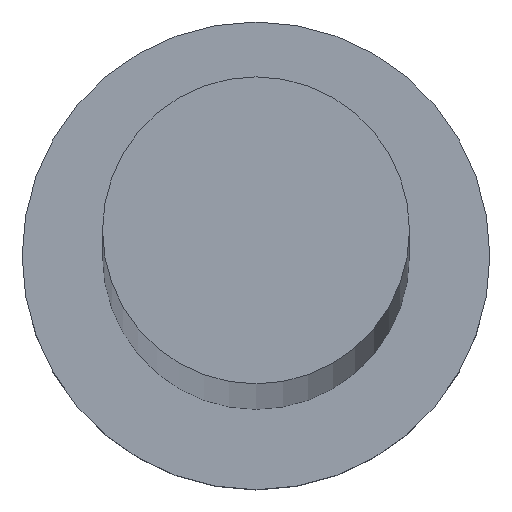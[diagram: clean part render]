
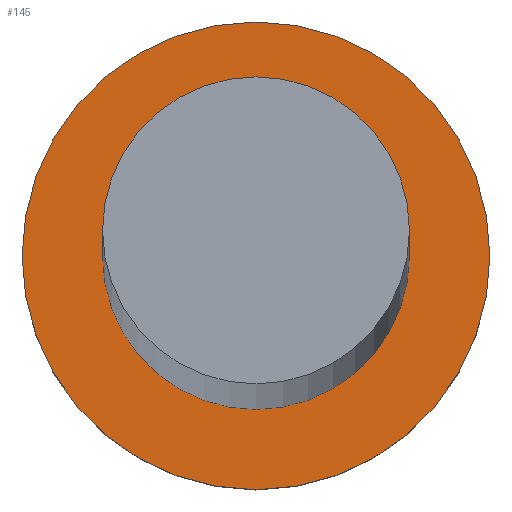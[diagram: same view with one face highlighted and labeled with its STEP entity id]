
A CAD part, top view. The second image highlights one B-rep face of the part: STEP entity #145.
In plain terms, the highlighted planar face has unit normal (0, 0, 1).
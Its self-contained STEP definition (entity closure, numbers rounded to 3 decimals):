
#7 = EDGE_LOOP ( 'NONE', ( #220, #45 ) ) ;
#13 = FACE_BOUND ( 'NONE', #7, .T. ) ;
#15 = DIRECTION ( 'NONE',  ( 1., 0., 0. ) ) ;
#16 = CARTESIAN_POINT ( 'NONE',  ( 0., 0., 5. ) ) ;
#28 = VERTEX_POINT ( 'NONE', #167 ) ;
#29 = EDGE_LOOP ( 'NONE', ( #92, #108 ) ) ;
#32 = CARTESIAN_POINT ( 'NONE',  ( -5.25, 0., 5. ) ) ;
#33 = CARTESIAN_POINT ( 'NONE',  ( -8., 0., 5. ) ) ;
#34 = DIRECTION ( 'NONE',  ( 1., 0., 0. ) ) ;
#40 = DIRECTION ( 'NONE',  ( 0., 0., 1. ) ) ;
#42 = EDGE_CURVE ( 'NONE', #221, #201, #175, .T. ) ;
#45 = ORIENTED_EDGE ( 'NONE', *, *, #192, .F. ) ;
#56 = CARTESIAN_POINT ( 'NONE',  ( 0., 0., 5. ) ) ;
#59 = EDGE_CURVE ( 'NONE', #201, #221, #78, .T. ) ;
#63 = AXIS2_PLACEMENT_3D ( 'NONE', #56, #150, #226 ) ;
#66 = DIRECTION ( 'NONE',  ( 0., 0., 1. ) ) ;
#68 = AXIS2_PLACEMENT_3D ( 'NONE', #16, #40, #34 ) ;
#73 = DIRECTION ( 'NONE',  ( 0., 0., 1. ) ) ;
#78 = CIRCLE ( 'NONE', #188, 8. ) ;
#80 = DIRECTION ( 'NONE',  ( 0., 0., 1. ) ) ;
#91 = DIRECTION ( 'NONE',  ( 1., 0., 0. ) ) ;
#92 = ORIENTED_EDGE ( 'NONE', *, *, #59, .T. ) ;
#108 = ORIENTED_EDGE ( 'NONE', *, *, #42, .T. ) ;
#109 = CARTESIAN_POINT ( 'NONE',  ( 0., 0., 5. ) ) ;
#130 = PLANE ( 'NONE',  #68 ) ;
#138 = CIRCLE ( 'NONE', #156, 5.25 ) ;
#145 = ADVANCED_FACE ( 'NONE', ( #13, #172 ), #130, .T. ) ;
#150 = DIRECTION ( 'NONE',  ( 0., 0., 1. ) ) ;
#156 = AXIS2_PLACEMENT_3D ( 'NONE', #249, #80, #230 ) ;
#167 = CARTESIAN_POINT ( 'NONE',  ( 5.25, 0., 5. ) ) ;
#169 = AXIS2_PLACEMENT_3D ( 'NONE', #193, #66, #15 ) ;
#172 = FACE_OUTER_BOUND ( 'NONE', #29, .T. ) ;
#175 = CIRCLE ( 'NONE', #63, 8. ) ;
#181 = VERTEX_POINT ( 'NONE', #32 ) ;
#186 = CARTESIAN_POINT ( 'NONE',  ( 8., 0., 5. ) ) ;
#188 = AXIS2_PLACEMENT_3D ( 'NONE', #109, #73, #91 ) ;
#192 = EDGE_CURVE ( 'NONE', #28, #181, #138, .T. ) ;
#193 = CARTESIAN_POINT ( 'NONE',  ( 0., 0., 5. ) ) ;
#201 = VERTEX_POINT ( 'NONE', #33 ) ;
#220 = ORIENTED_EDGE ( 'NONE', *, *, #240, .F. ) ;
#221 = VERTEX_POINT ( 'NONE', #186 ) ;
#226 = DIRECTION ( 'NONE',  ( 1., 0., 0. ) ) ;
#230 = DIRECTION ( 'NONE',  ( 1., 0., 0. ) ) ;
#237 = CIRCLE ( 'NONE', #169, 5.25 ) ;
#240 = EDGE_CURVE ( 'NONE', #181, #28, #237, .T. ) ;
#249 = CARTESIAN_POINT ( 'NONE',  ( 0., 0., 5. ) ) ;
